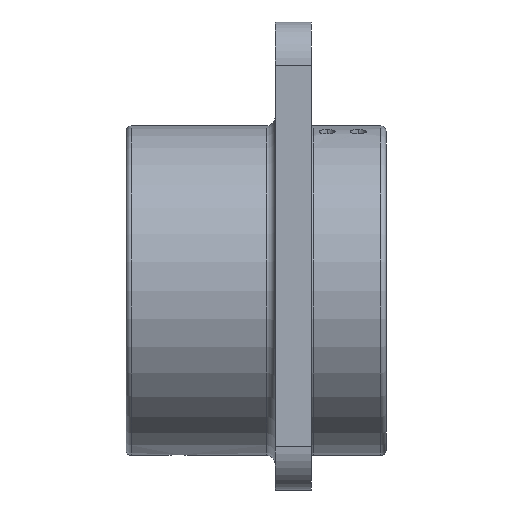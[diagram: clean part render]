
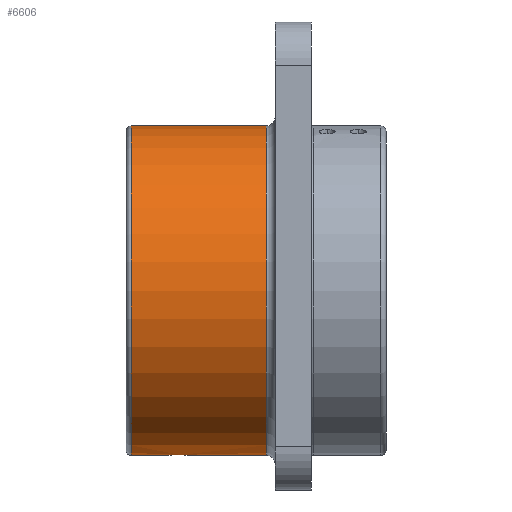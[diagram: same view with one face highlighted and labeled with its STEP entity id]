
A CAD part, left-side view. The second image highlights one B-rep face of the part: STEP entity #6606.
In plain terms, the highlighted cylindrical face has radius 95 mm (diameter 190 mm), a partial arc.
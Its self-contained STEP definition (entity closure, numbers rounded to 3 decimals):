
#89 = VERTEX_POINT ( 'NONE', #6073 ) ;
#127 = ORIENTED_EDGE ( 'NONE', *, *, #7296, .T. ) ;
#175 = CARTESIAN_POINT ( 'NONE',  ( -3.508, 72.575, -94.936 ) ) ;
#311 = ORIENTED_EDGE ( 'NONE', *, *, #6861, .T. ) ;
#314 = AXIS2_PLACEMENT_3D ( 'NONE', #4742, #6467, #1852 ) ;
#335 = CARTESIAN_POINT ( 'NONE',  ( -6.643, 64.246, -94.768 ) ) ;
#370 = CARTESIAN_POINT ( 'NONE',  ( -7., 66.043, -94.742 ) ) ;
#446 = EDGE_CURVE ( 'NONE', #7341, #2414, #5160, .T. ) ;
#564 = AXIS2_PLACEMENT_3D ( 'NONE', #7116, #4159, #5885 ) ;
#773 = CARTESIAN_POINT ( 'NONE',  ( -1.811, 73.266, -94.983 ) ) ;
#846 = VECTOR ( 'NONE', #5244, 1000. ) ;
#940 = CARTESIAN_POINT ( 'NONE',  ( -1.818, 59.725, -94.984 ) ) ;
#1013 = CARTESIAN_POINT ( 'NONE',  ( 0., 59.5, -95. ) ) ;
#1070 = CARTESIAN_POINT ( 'NONE',  ( 0., 96.5, -95. ) ) ;
#1129 = LINE ( 'NONE', #1616, #3908 ) ;
#1223 = EDGE_CURVE ( 'NONE', #89, #6446, #2515, .T. ) ;
#1337 = CARTESIAN_POINT ( 'NONE',  ( -6.478, 69.182, -94.779 ) ) ;
#1501 = CARTESIAN_POINT ( 'NONE',  ( -6.064, 62.995, -94.806 ) ) ;
#1611 = CARTESIAN_POINT ( 'NONE',  ( -4.623, 61.224, -94.888 ) ) ;
#1616 = CARTESIAN_POINT ( 'NONE',  ( 0., 96.5, -95. ) ) ;
#1793 = CARTESIAN_POINT ( 'NONE',  ( -7., 66.5, -94.742 ) ) ;
#1816 = FACE_OUTER_BOUND ( 'NONE', #5358, .T. ) ;
#1819 = EDGE_CURVE ( 'NONE', #6795, #89, #6585, .T. ) ;
#1852 = DIRECTION ( 'NONE',  ( 0., 0., -1. ) ) ;
#1867 = CARTESIAN_POINT ( 'NONE',  ( 0., 73.5, -95. ) ) ;
#1908 = CARTESIAN_POINT ( 'NONE',  ( -4.269, 72.067, -94.905 ) ) ;
#1945 = CARTESIAN_POINT ( 'NONE',  ( 0., 15.5, 95. ) ) ;
#1950 = CARTESIAN_POINT ( 'NONE',  ( -6.821, 68.089, -94.755 ) ) ;
#1966 = VERTEX_POINT ( 'NONE', #7183 ) ;
#1972 = CARTESIAN_POINT ( 'NONE',  ( 0., 73.5, -95. ) ) ;
#2038 = CARTESIAN_POINT ( 'NONE',  ( -5.566, 62.23, -94.837 ) ) ;
#2186 = CARTESIAN_POINT ( 'NONE',  ( -3.1, 60.22, -94.95 ) ) ;
#2308 = DIRECTION ( 'NONE',  ( 0., 0., 1. ) ) ;
#2372 = CARTESIAN_POINT ( 'NONE',  ( 0., 96.5, 95. ) ) ;
#2414 = VERTEX_POINT ( 'NONE', #2452 ) ;
#2435 = CARTESIAN_POINT ( 'NONE',  ( -6.283, 69.595, -94.792 ) ) ;
#2452 = CARTESIAN_POINT ( 'NONE',  ( 0., 93.5, -95. ) ) ;
#2515 = B_SPLINE_CURVE_WITH_KNOTS ( 'NONE', 3,
 ( #4886, #370, #3861, #7165, #335, #7303, #4317, #1501, #6745, #2038, #6089, #1611, #6157, #7234, #7269, #2186, #6119, #3243, #940, #2636, #3893, #1013 ),
 .UNSPECIFIED., .F., .F.,
 ( 4, 2, 2, 2, 2, 2, 2, 2, 2, 2, 4 ),
 ( 0.011, 0.012, 0.014, 0.014, 0.015, 0.016, 0.018, 0.018, 0.019, 0.021, 0.022 ),
 .UNSPECIFIED. ) ;
#2636 = CARTESIAN_POINT ( 'NONE',  ( -0.921, 59.546, -94.997 ) ) ;
#2812 = ORIENTED_EDGE ( 'NONE', *, *, #4052, .T. ) ;
#2968 = LINE ( 'NONE', #2372, #846 ) ;
#3000 = CARTESIAN_POINT ( 'NONE',  ( -5.564, 70.772, -94.837 ) ) ;
#3076 = CARTESIAN_POINT ( 'NONE',  ( -6.067, 69.999, -94.806 ) ) ;
#3243 = CARTESIAN_POINT ( 'NONE',  ( -2.254, 59.857, -94.974 ) ) ;
#3545 = CYLINDRICAL_SURFACE ( 'NONE', #314, 95. ) ;
#3560 = CARTESIAN_POINT ( 'NONE',  ( -3.106, 72.79, -94.95 ) ) ;
#3568 = CIRCLE ( 'NONE', #564, 95. ) ;
#3595 = ORIENTED_EDGE ( 'NONE', *, *, #446, .T. ) ;
#3824 = EDGE_CURVE ( 'NONE', #7341, #6357, #2968, .T. ) ;
#3861 = CARTESIAN_POINT ( 'NONE',  ( -6.954, 65.58, -94.745 ) ) ;
#3893 = CARTESIAN_POINT ( 'NONE',  ( -0.457, 59.5, -95. ) ) ;
#3908 = VECTOR ( 'NONE', #3941, 1000. ) ;
#3941 = DIRECTION ( 'NONE',  ( 0., -1., 0. ) ) ;
#4018 = DIRECTION ( 'NONE',  ( 0., -1., 0. ) ) ;
#4052 = EDGE_CURVE ( 'NONE', #6446, #1966, #5010, .T. ) ;
#4074 = CARTESIAN_POINT ( 'NONE',  ( -0.918, 73.455, -94.997 ) ) ;
#4159 = DIRECTION ( 'NONE',  ( 0., 1., 0. ) ) ;
#4191 = CARTESIAN_POINT ( 'NONE',  ( -4.629, 71.771, -94.888 ) ) ;
#4231 = CARTESIAN_POINT ( 'NONE',  ( 0., 93.5, 95. ) ) ;
#4317 = CARTESIAN_POINT ( 'NONE',  ( -6.28, 63.4, -94.792 ) ) ;
#4517 = DIRECTION ( 'NONE',  ( 0., -1., 0. ) ) ;
#4582 = CARTESIAN_POINT ( 'NONE',  ( 0., 93.5, 0. ) ) ;
#4675 = CARTESIAN_POINT ( 'NONE',  ( -2.251, 73.132, -94.974 ) ) ;
#4742 = CARTESIAN_POINT ( 'NONE',  ( 0., 96.5, 0. ) ) ;
#4799 = ORIENTED_EDGE ( 'NONE', *, *, #1223, .T. ) ;
#4886 = CARTESIAN_POINT ( 'NONE',  ( -7., 66.5, -94.742 ) ) ;
#5010 = LINE ( 'NONE', #1070, #5154 ) ;
#5154 = VECTOR ( 'NONE', #4517, 1000. ) ;
#5160 = CIRCLE ( 'NONE', #6486, 95. ) ;
#5244 = DIRECTION ( 'NONE',  ( 0., -1., 0. ) ) ;
#5279 = CARTESIAN_POINT ( 'NONE',  ( -6.632, 68.753, -94.768 ) ) ;
#5315 = CARTESIAN_POINT ( 'NONE',  ( -1.589, 73.321, -94.987 ) ) ;
#5358 = EDGE_LOOP ( 'NONE', ( #6370, #3595, #311, #7009, #4799, #2812, #127 ) ) ;
#5885 = DIRECTION ( 'NONE',  ( 0., 0., 1. ) ) ;
#5918 = CARTESIAN_POINT ( 'NONE',  ( -7., 66.957, -94.742 ) ) ;
#5986 = CARTESIAN_POINT ( 'NONE',  ( 0., 59.5, -95. ) ) ;
#6073 = CARTESIAN_POINT ( 'NONE',  ( -7., 66.5, -94.742 ) ) ;
#6089 = CARTESIAN_POINT ( 'NONE',  ( -5.277, 61.877, -94.854 ) ) ;
#6119 = CARTESIAN_POINT ( 'NONE',  ( -2.89, 60.12, -94.956 ) ) ;
#6157 = CARTESIAN_POINT ( 'NONE',  ( -4.269, 60.934, -94.905 ) ) ;
#6357 = VERTEX_POINT ( 'NONE', #1945 ) ;
#6370 = ORIENTED_EDGE ( 'NONE', *, *, #3824, .F. ) ;
#6375 = CARTESIAN_POINT ( 'NONE',  ( -5.274, 71.125, -94.854 ) ) ;
#6446 = VERTEX_POINT ( 'NONE', #5986 ) ;
#6467 = DIRECTION ( 'NONE',  ( 0., -1., 0. ) ) ;
#6478 = CARTESIAN_POINT ( 'NONE',  ( -5.948, 70.198, -94.814 ) ) ;
#6486 = AXIS2_PLACEMENT_3D ( 'NONE', #4582, #4018, #2308 ) ;
#6512 = CARTESIAN_POINT ( 'NONE',  ( -6.956, 67.411, -94.745 ) ) ;
#6585 = B_SPLINE_CURVE_WITH_KNOTS ( 'NONE', 3,
 ( #1867, #6929, #4074, #5315, #773, #4675, #7072, #3560, #175, #1908, #4191, #6375, #3000, #6478, #3076, #2435, #1337, #5279, #6965, #1950, #6512, #5918, #1793 ),
 .UNSPECIFIED., .F., .F.,
 ( 4, 2, 2, 2, 2, 2, 2, 2, 1, 2, 2, 4 ),
 ( 0., 0.001, 0.002, 0.003, 0.004, 0.005, 0.007, 0.008, 0.008, 0.009, 0.01, 0.011 ),
 .UNSPECIFIED. ) ;
#6606 = ADVANCED_FACE ( 'NONE', ( #1816 ), #3545, .T. ) ;
#6745 = CARTESIAN_POINT ( 'NONE',  ( -5.946, 62.799, -94.814 ) ) ;
#6795 = VERTEX_POINT ( 'NONE', #1972 ) ;
#6861 = EDGE_CURVE ( 'NONE', #2414, #6795, #1129, .T. ) ;
#6929 = CARTESIAN_POINT ( 'NONE',  ( -0.463, 73.5, -95. ) ) ;
#6965 = CARTESIAN_POINT ( 'NONE',  ( -6.765, 68.314, -94.759 ) ) ;
#7009 = ORIENTED_EDGE ( 'NONE', *, *, #1819, .T. ) ;
#7072 = CARTESIAN_POINT ( 'NONE',  ( -2.47, 73.054, -94.968 ) ) ;
#7116 = CARTESIAN_POINT ( 'NONE',  ( 0., 15.5, 0. ) ) ;
#7165 = CARTESIAN_POINT ( 'NONE',  ( -6.775, 64.682, -94.758 ) ) ;
#7183 = CARTESIAN_POINT ( 'NONE',  ( 0., 15.5, -95. ) ) ;
#7234 = CARTESIAN_POINT ( 'NONE',  ( -3.701, 60.554, -94.928 ) ) ;
#7269 = CARTESIAN_POINT ( 'NONE',  ( -3.505, 60.436, -94.936 ) ) ;
#7296 = EDGE_CURVE ( 'NONE', #1966, #6357, #3568, .T. ) ;
#7303 = CARTESIAN_POINT ( 'NONE',  ( -6.38, 63.61, -94.786 ) ) ;
#7341 = VERTEX_POINT ( 'NONE', #4231 ) ;
